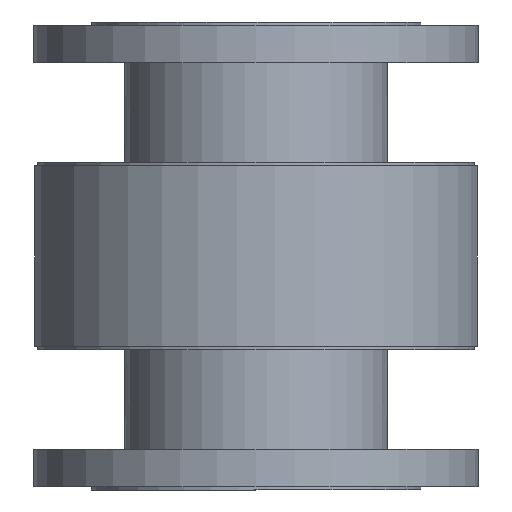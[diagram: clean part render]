
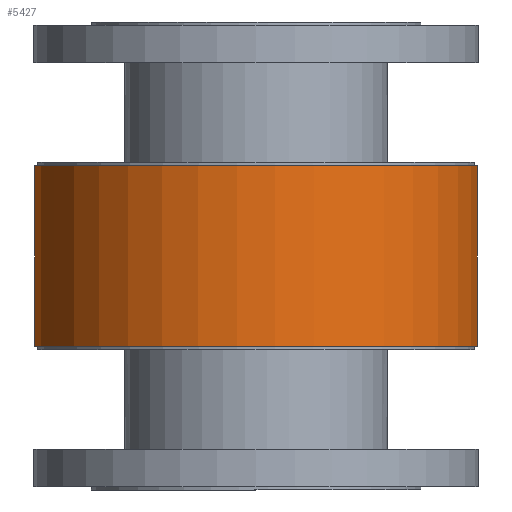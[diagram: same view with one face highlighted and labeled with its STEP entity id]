
A CAD part, front view. The second image highlights one B-rep face of the part: STEP entity #5427.
In plain terms, the highlighted cylindrical face has radius 142.5 mm (diameter 285 mm), a partial arc.
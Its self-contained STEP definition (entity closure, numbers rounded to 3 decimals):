
#454=LINE('',#9252,#739);
#455=LINE('',#9255,#740);
#739=VECTOR('',#7133,10.);
#740=VECTOR('',#7136,10.);
#890=CYLINDRICAL_SURFACE('',#5949,142.5);
#1177=FACE_OUTER_BOUND('',#1564,.T.);
#1564=EDGE_LOOP('',(#4093,#4094,#4095,#4096));
#1885=CIRCLE('',#5948,142.5);
#1886=CIRCLE('',#5950,142.5);
#2307=VERTEX_POINT('',#9246);
#2308=VERTEX_POINT('',#9247);
#2309=VERTEX_POINT('',#9251);
#2310=VERTEX_POINT('',#9253);
#2930=EDGE_CURVE('',#2308,#2307,#1885,.T.);
#2931=EDGE_CURVE('',#2309,#2308,#454,.T.);
#2932=EDGE_CURVE('',#2310,#2309,#1886,.T.);
#2933=EDGE_CURVE('',#2307,#2310,#455,.T.);
#4093=ORIENTED_EDGE('',*,*,#2931,.F.);
#4094=ORIENTED_EDGE('',*,*,#2932,.F.);
#4095=ORIENTED_EDGE('',*,*,#2933,.F.);
#4096=ORIENTED_EDGE('',*,*,#2930,.F.);
#5427=ADVANCED_FACE('',(#1177),#890,.T.);
#5948=AXIS2_PLACEMENT_3D('',#9249,#7129,#7130);
#5949=AXIS2_PLACEMENT_3D('',#9250,#7131,#7132);
#5950=AXIS2_PLACEMENT_3D('',#9254,#7134,#7135);
#7129=DIRECTION('center_axis',(0.,0.,-1.));
#7130=DIRECTION('ref_axis',(-0.571,0.821,0.));
#7131=DIRECTION('center_axis',(0.,0.,1.));
#7132=DIRECTION('ref_axis',(0.,-1.,0.));
#7133=DIRECTION('',(0.,0.,-1.));
#7134=DIRECTION('center_axis',(0.,0.,1.));
#7135=DIRECTION('ref_axis',(-0.571,0.821,0.));
#7136=DIRECTION('',(0.,0.,1.));
#9246=CARTESIAN_POINT('',(-99.309,120.971,-58.));
#9247=CARTESIAN_POINT('',(63.384,120.971,-58.));
#9249=CARTESIAN_POINT('Origin',(-17.963,3.971,-58.));
#9250=CARTESIAN_POINT('Origin',(-17.963,3.971,0.));
#9251=CARTESIAN_POINT('',(63.384,120.971,58.));
#9252=CARTESIAN_POINT('',(63.384,120.971,0.));
#9253=CARTESIAN_POINT('',(-99.309,120.971,58.));
#9254=CARTESIAN_POINT('Origin',(-17.963,3.971,58.));
#9255=CARTESIAN_POINT('',(-99.309,120.971,0.));
